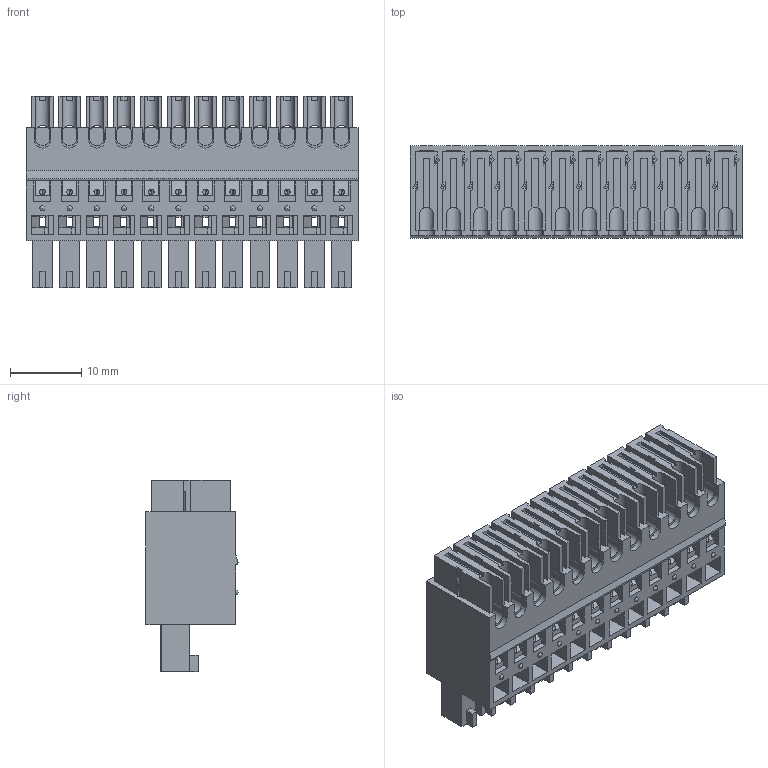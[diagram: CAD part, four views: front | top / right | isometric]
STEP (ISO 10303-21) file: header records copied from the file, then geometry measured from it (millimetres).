
FILE_DESCRIPTION( ( 'Unknown' ), '1' );
FILE_NAME( '691358310012.stp', 'Unknown', ( 'Unknown' ), ( 'Unknown' ), 'PSStep 18.0.17', 'Unknown', ' ' );
FILE_SCHEMA( ( 'AUTOMOTIVE_DESIGN { 1 0 10303 214 1 1 1 1 }' ) );
Length unit declared in the file: millimetre
Products named in the file (4): Assem1; 691(358310)(359340)0xx_Actuator; 6913583100xx; 691358310012
Assembly tree (25 placements, depth 2):
  Assem1
    691(358310)(359340)0xx_Actuator  x12
    6913583100xx  x12
    691358310012
Bounding box: 46.51 x 12.9 x 26.8 mm (x, y, z)
Volume: 7104.8 mm3; surface area: 21237.1 mm2
Topology: 25 solids, 25 shells, 3093 faces, 8721 edges, 5690 vertices
Faces by surface type: plane 2432, cylinder 613, bspline 24, torus 12, revolution 12
Full cylindrical faces by diameter (mm): 0.8 x12, 1.2 x12, 2.1 x12
Entity records: 47448 total; most frequent: CARTESIAN_POINT 6892, ORIENTED_EDGE 6714, DIRECTION 5952, EDGE_CURVE 3357, LINE 3100, VECTOR 3100, VERTEX_POINT 2234, AXIS2_PLACEMENT_3D 1420
